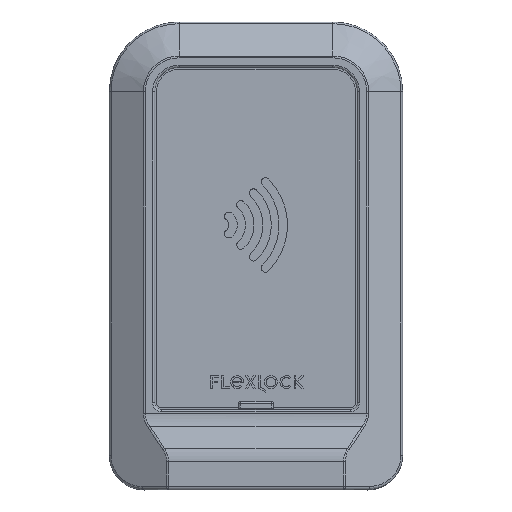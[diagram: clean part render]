
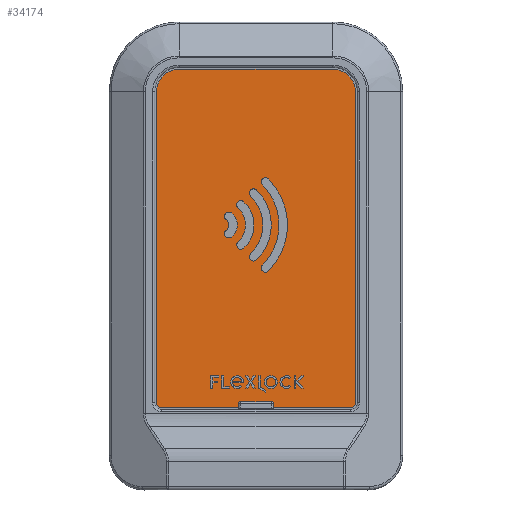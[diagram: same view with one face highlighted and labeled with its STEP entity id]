
A CAD part, top view. The second image highlights one B-rep face of the part: STEP entity #34174.
In plain terms, the highlighted face is planar.
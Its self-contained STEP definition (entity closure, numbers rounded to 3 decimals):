
#389 = CARTESIAN_POINT ( 'NONE',  ( -2.5, 0.4, 24.25 ) ) ;
#409 = CARTESIAN_POINT ( 'NONE',  ( -13.45, 0.4, 23.45 ) ) ;
#2414 = CARTESIAN_POINT ( 'NONE',  ( -2.5, 0.4, 23.55 ) ) ;
#3349 = VERTEX_POINT ( 'NONE', #23488 ) ;
#3509 = VECTOR ( 'NONE', #56576, 1000. ) ;
#3722 = CARTESIAN_POINT ( 'NONE',  ( -2.5, 0.4, 24.25 ) ) ;
#4441 = CARTESIAN_POINT ( 'NONE',  ( 10.95, 0.4, -20.95 ) ) ;
#4476 = EDGE_CURVE ( 'NONE', #33444, #40669, #34612, .T. ) ;
#4712 = LINE ( 'NONE', #14531, #49407 ) ;
#5114 = CARTESIAN_POINT ( 'NONE',  ( -2.5, 0.4, 23.35 ) ) ;
#6116 = EDGE_CURVE ( 'NONE', #25839, #17833, #30789, .T. ) ;
#6395 = DIRECTION ( 'NONE',  ( 0., -1., 0. ) ) ;
#7290 = ORIENTED_EDGE ( 'NONE', *, *, #28603, .F. ) ;
#7341 = CARTESIAN_POINT ( 'NONE',  ( -10.95, 0.4, -20.95 ) ) ;
#8333 = CARTESIAN_POINT ( 'NONE',  ( -14.25, 0.4, 24.25 ) ) ;
#8459 = FACE_OUTER_BOUND ( 'NONE', #52125, .T. ) ;
#8807 = VECTOR ( 'NONE', #16559, 1000. ) ;
#9249 = EDGE_CURVE ( 'NONE', #37455, #3349, #49312, .T. ) ;
#9949 = EDGE_CURVE ( 'NONE', #37455, #25839, #54020, .T. ) ;
#10017 = LINE ( 'NONE', #5114, #37014 ) ;
#10398 = ORIENTED_EDGE ( 'NONE', *, *, #9249, .F. ) ;
#10412 = ORIENTED_EDGE ( 'NONE', *, *, #48510, .F. ) ;
#10575 = ORIENTED_EDGE ( 'NONE', *, *, #18000, .T. ) ;
#11565 = VECTOR ( 'NONE', #32595, 1000. ) ;
#12485 = DIRECTION ( 'NONE',  ( 0., 0., -1. ) ) ;
#12836 = DIRECTION ( 'NONE',  ( 0., 1., 0. ) ) ;
#13372 = CARTESIAN_POINT ( 'NONE',  ( 0., 0.4, 0. ) ) ;
#13999 = AXIS2_PLACEMENT_3D ( 'NONE', #7341, #12836, #45085 ) ;
#14223 = CARTESIAN_POINT ( 'NONE',  ( -14.25, 0.4, -20.95 ) ) ;
#14317 = VERTEX_POINT ( 'NONE', #41052 ) ;
#14531 = CARTESIAN_POINT ( 'NONE',  ( 14.25, 0.4, 24.25 ) ) ;
#15617 = VERTEX_POINT ( 'NONE', #20156 ) ;
#15893 = DIRECTION ( 'NONE',  ( 0., 0., -1. ) ) ;
#16559 = DIRECTION ( 'NONE',  ( 1., 0., 0. ) ) ;
#16803 = AXIS2_PLACEMENT_3D ( 'NONE', #50562, #17708, #51170 ) ;
#17690 = ORIENTED_EDGE ( 'NONE', *, *, #6116, .T. ) ;
#17708 = DIRECTION ( 'NONE',  ( 0., -1., 0. ) ) ;
#17833 = VERTEX_POINT ( 'NONE', #46650 ) ;
#18000 = EDGE_CURVE ( 'NONE', #40669, #49613, #26451, .T. ) ;
#18044 = CIRCLE ( 'NONE', #31761, 0.8 ) ;
#18281 = DIRECTION ( 'NONE',  ( 0., 0., -1. ) ) ;
#18648 = VECTOR ( 'NONE', #21856, 1000. ) ;
#19389 = CIRCLE ( 'NONE', #56661, 3.3 ) ;
#20156 = CARTESIAN_POINT ( 'NONE',  ( -13.45, 0.4, 24.25 ) ) ;
#21172 = CARTESIAN_POINT ( 'NONE',  ( -14.25, 0.4, 24.25 ) ) ;
#21406 = ORIENTED_EDGE ( 'NONE', *, *, #4476, .T. ) ;
#21718 = CIRCLE ( 'NONE', #16803, 0.2 ) ;
#21739 = EDGE_CURVE ( 'NONE', #17833, #29831, #4712, .T. ) ;
#21856 = DIRECTION ( 'NONE',  ( 0., 0., 1. ) ) ;
#22886 = DIRECTION ( 'NONE',  ( 0., -1., 0. ) ) ;
#23488 = CARTESIAN_POINT ( 'NONE',  ( 2.5, 0.4, 23.55 ) ) ;
#24354 = ORIENTED_EDGE ( 'NONE', *, *, #42657, .T. ) ;
#24594 = CARTESIAN_POINT ( 'NONE',  ( -14.25, 0.4, -24.25 ) ) ;
#25839 = VERTEX_POINT ( 'NONE', #57275 ) ;
#26451 = LINE ( 'NONE', #8333, #18648 ) ;
#27821 = EDGE_CURVE ( 'NONE', #14317, #33444, #28886, .T. ) ;
#28379 = VERTEX_POINT ( 'NONE', #2414 ) ;
#28603 = EDGE_CURVE ( 'NONE', #51449, #59415, #10017, .T. ) ;
#28886 = LINE ( 'NONE', #24594, #11565 ) ;
#29071 = EDGE_CURVE ( 'NONE', #29831, #14317, #19389, .T. ) ;
#29831 = VERTEX_POINT ( 'NONE', #49368 ) ;
#30789 = CIRCLE ( 'NONE', #33735, 0.8 ) ;
#31761 = AXIS2_PLACEMENT_3D ( 'NONE', #409, #56592, #33259 ) ;
#32595 = DIRECTION ( 'NONE',  ( -1., 0., 0. ) ) ;
#33259 = DIRECTION ( 'NONE',  ( 0., 0., -1. ) ) ;
#33444 = VERTEX_POINT ( 'NONE', #41525 ) ;
#33735 = AXIS2_PLACEMENT_3D ( 'NONE', #59130, #35814, #12485 ) ;
#34174 = ADVANCED_FACE ( 'NONE', ( #8459 ), #60329, .F. ) ;
#34361 = ORIENTED_EDGE ( 'NONE', *, *, #9949, .T. ) ;
#34612 = CIRCLE ( 'NONE', #13999, 3.3 ) ;
#34762 = CARTESIAN_POINT ( 'NONE',  ( -14.25, 0.4, 23.45 ) ) ;
#34790 = CARTESIAN_POINT ( 'NONE',  ( -14.25, 0.4, 24.25 ) ) ;
#34908 = AXIS2_PLACEMENT_3D ( 'NONE', #38940, #6395, #15893 ) ;
#35176 = CARTESIAN_POINT ( 'NONE',  ( -2.3, 0.4, 23.35 ) ) ;
#35345 = AXIS2_PLACEMENT_3D ( 'NONE', #13372, #22886, #18281 ) ;
#35814 = DIRECTION ( 'NONE',  ( 0., 1., 0. ) ) ;
#35984 = EDGE_CURVE ( 'NONE', #49613, #15617, #18044, .T. ) ;
#36670 = DIRECTION ( 'NONE',  ( 0., 1., 0. ) ) ;
#37014 = VECTOR ( 'NONE', #47476, 1000. ) ;
#37455 = VERTEX_POINT ( 'NONE', #46283 ) ;
#37840 = LINE ( 'NONE', #389, #3509 ) ;
#38940 = CARTESIAN_POINT ( 'NONE',  ( -2.3, 0.4, 23.55 ) ) ;
#40117 = DIRECTION ( 'NONE',  ( 0., 0., -1. ) ) ;
#40367 = ORIENTED_EDGE ( 'NONE', *, *, #35984, .T. ) ;
#40409 = CARTESIAN_POINT ( 'NONE',  ( 2.5, 0.4, 24.25 ) ) ;
#40669 = VERTEX_POINT ( 'NONE', #14223 ) ;
#41052 = CARTESIAN_POINT ( 'NONE',  ( 10.95, 0.4, -24.25 ) ) ;
#41296 = VECTOR ( 'NONE', #57804, 1000. ) ;
#41525 = CARTESIAN_POINT ( 'NONE',  ( -10.95, 0.4, -24.25 ) ) ;
#42122 = EDGE_CURVE ( 'NONE', #15617, #49720, #58099, .T. ) ;
#42657 = EDGE_CURVE ( 'NONE', #51449, #3349, #21718, .T. ) ;
#45085 = DIRECTION ( 'NONE',  ( 0., 0., -1. ) ) ;
#46283 = CARTESIAN_POINT ( 'NONE',  ( 2.5, 0.4, 24.25 ) ) ;
#46650 = CARTESIAN_POINT ( 'NONE',  ( 14.25, 0.4, 23.45 ) ) ;
#46718 = ORIENTED_EDGE ( 'NONE', *, *, #21739, .T. ) ;
#46924 = CARTESIAN_POINT ( 'NONE',  ( 2.3, 0.4, 23.35 ) ) ;
#47476 = DIRECTION ( 'NONE',  ( -1., 0., 0. ) ) ;
#48510 = EDGE_CURVE ( 'NONE', #28379, #49720, #37840, .T. ) ;
#49312 = LINE ( 'NONE', #40409, #51848 ) ;
#49368 = CARTESIAN_POINT ( 'NONE',  ( 14.25, 0.4, -20.95 ) ) ;
#49407 = VECTOR ( 'NONE', #52591, 1000. ) ;
#49613 = VERTEX_POINT ( 'NONE', #34762 ) ;
#49720 = VERTEX_POINT ( 'NONE', #3722 ) ;
#50562 = CARTESIAN_POINT ( 'NONE',  ( 2.3, 0.4, 23.55 ) ) ;
#51170 = DIRECTION ( 'NONE',  ( 0., 0., -1. ) ) ;
#51449 = VERTEX_POINT ( 'NONE', #46924 ) ;
#51848 = VECTOR ( 'NONE', #40117, 1000. ) ;
#52125 = EDGE_LOOP ( 'NONE', ( #60077, #10412, #56730, #7290, #24354, #10398, #34361, #17690, #46718, #57043, #59491, #21406, #10575, #40367 ) ) ;
#52591 = DIRECTION ( 'NONE',  ( 0., 0., -1. ) ) ;
#54020 = LINE ( 'NONE', #21172, #8807 ) ;
#56576 = DIRECTION ( 'NONE',  ( 0., 0., 1. ) ) ;
#56592 = DIRECTION ( 'NONE',  ( 0., 1., 0. ) ) ;
#56661 = AXIS2_PLACEMENT_3D ( 'NONE', #4441, #36670, #59997 ) ;
#56730 = ORIENTED_EDGE ( 'NONE', *, *, #57755, .T. ) ;
#57043 = ORIENTED_EDGE ( 'NONE', *, *, #29071, .T. ) ;
#57275 = CARTESIAN_POINT ( 'NONE',  ( 13.45, 0.4, 24.25 ) ) ;
#57755 = EDGE_CURVE ( 'NONE', #28379, #59415, #59380, .T. ) ;
#57804 = DIRECTION ( 'NONE',  ( 1., 0., 0. ) ) ;
#58099 = LINE ( 'NONE', #34790, #41296 ) ;
#59130 = CARTESIAN_POINT ( 'NONE',  ( 13.45, 0.4, 23.45 ) ) ;
#59380 = CIRCLE ( 'NONE', #34908, 0.2 ) ;
#59415 = VERTEX_POINT ( 'NONE', #35176 ) ;
#59491 = ORIENTED_EDGE ( 'NONE', *, *, #27821, .T. ) ;
#59997 = DIRECTION ( 'NONE',  ( 0., 0., -1. ) ) ;
#60077 = ORIENTED_EDGE ( 'NONE', *, *, #42122, .T. ) ;
#60329 = PLANE ( 'NONE',  #35345 ) ;
